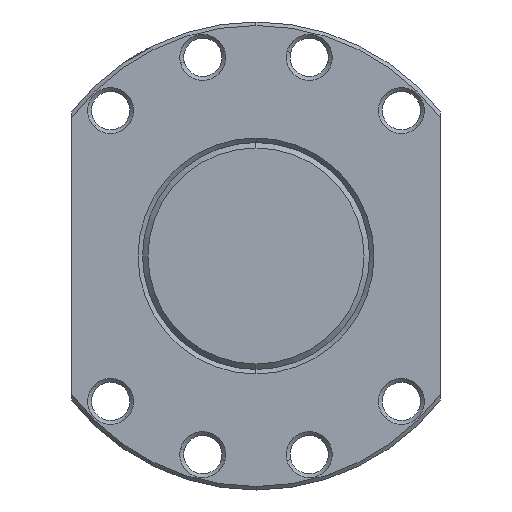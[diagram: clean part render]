
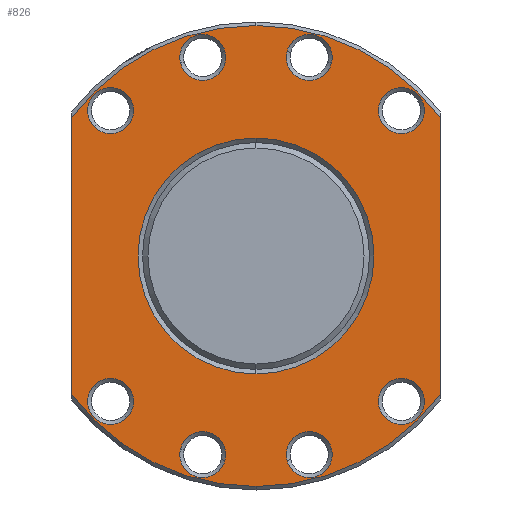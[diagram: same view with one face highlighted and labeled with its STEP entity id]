
A CAD part, left-side view. The second image highlights one B-rep face of the part: STEP entity #826.
In plain terms, the highlighted planar face has unit normal (-1, 0, 0).
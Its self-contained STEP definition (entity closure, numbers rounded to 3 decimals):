
#468=EDGE_CURVE('',#684,#1000,#1316,.T.);
#534=EDGE_CURVE('',#1202,#736,#1389,.T.);
#538=EDGE_CURVE('',#750,#902,#1393,.T.);
#544=VERTEX_POINT('',#1400);
#554=EDGE_CURVE('',#676,#604,#1413,.T.);
#574=VERTEX_POINT('',#1436);
#604=VERTEX_POINT('',#1468);
#608=EDGE_CURVE('',#660,#1208,#1472,.T.);
#622=EDGE_CURVE('',#902,#750,#1488,.T.);
#636=EDGE_CURVE('',#1170,#574,#1503,.T.);
#652=EDGE_CURVE('',#686,#1096,#1522,.T.);
#660=VERTEX_POINT('',#1530);
#666=EDGE_CURVE('',#740,#774,#1536,.T.);
#676=VERTEX_POINT('',#1547);
#684=VERTEX_POINT('',#1555);
#686=VERTEX_POINT('',#1557);
#724=VERTEX_POINT('',#1601);
#726=EDGE_CURVE('',#774,#854,#1603,.T.);
#732=VERTEX_POINT('',#1609);
#736=VERTEX_POINT('',#1614);
#740=VERTEX_POINT('',#1618);
#750=VERTEX_POINT('',#1629);
#768=EDGE_CURVE('',#736,#1202,#1647,.T.);
#774=VERTEX_POINT('',#1654);
#826=ADVANCED_FACE('',(#1712,#1713,#1714,#1715,#1716,#1717,#1718,#1719,#1720,#1721),#1722,.T.);
#854=VERTEX_POINT('',#1754);
#866=EDGE_CURVE('',#1118,#544,#1766,.T.);
#890=EDGE_CURVE('',#1208,#660,#1793,.T.);
#898=EDGE_CURVE('',#1000,#684,#1802,.T.);
#902=VERTEX_POINT('',#1807);
#914=VERTEX_POINT('',#1822);
#920=VERTEX_POINT('',#1828);
#932=EDGE_CURVE('',#676,#854,#1844,.T.);
#948=EDGE_CURVE('',#724,#920,#1862,.T.);
#978=EDGE_CURVE('',#604,#914,#1896,.T.);
#988=EDGE_CURVE('',#1096,#686,#1908,.T.);
#1000=VERTEX_POINT('',#1924);
#1012=EDGE_CURVE('',#920,#724,#1937,.T.);
#1054=EDGE_CURVE('',#1176,#732,#1984,.T.);
#1096=VERTEX_POINT('',#2038);
#1118=VERTEX_POINT('',#2061);
#1144=EDGE_CURVE('',#544,#1118,#2090,.T.);
#1170=VERTEX_POINT('',#2116);
#1176=VERTEX_POINT('',#2122);
#1202=VERTEX_POINT('',#2150);
#1206=EDGE_CURVE('',#574,#1170,#2154,.T.);
#1208=VERTEX_POINT('',#2156);
#1238=EDGE_CURVE('',#732,#1176,#2188,.T.);
#1242=EDGE_CURVE('',#740,#914,#2192,.T.);
#1316=CIRCLE('',#2272,8.1);
#1389=CIRCLE('',#2426,8.1);
#1393=CIRCLE('',#2433,41.6);
#1400=CARTESIAN_POINT('',(25.0,-26.588,-67.933));
#1413=CIRCLE('',#2457,81.26);
#1436=CARTESIAN_POINT('',(25.0,26.588,67.933));
#1468=CARTESIAN_POINT('',(25.0,0.,-81.26));
#1472=CIRCLE('',#2532,8.1);
#1488=CIRCLE('',#2552,41.6);
#1503=CIRCLE('',#2572,8.1);
#1522=CIRCLE('',#2603,8.1);
#1530=CARTESIAN_POINT('',(25.0,45.538,56.993));
#1536=CIRCLE('',#2624,81.26);
#1547=CARTESIAN_POINT('',(25.0,-65.0,-48.767));
#1555=CARTESIAN_POINT('',(25.0,45.538,-56.993));
#1557=CARTESIAN_POINT('',(25.0,-56.993,45.538));
#1601=CARTESIAN_POINT('',(25.0,-26.588,67.933));
#1603=CIRCLE('',#2708,81.26);
#1609=CARTESIAN_POINT('',(25.0,26.588,-67.933));
#1614=CARTESIAN_POINT('',(25.0,-45.538,-56.993));
#1618=CARTESIAN_POINT('',(25.0,65.0,48.767));
#1629=CARTESIAN_POINT('',(25.0,0.,-41.6));
#1647=CIRCLE('',#2769,8.1);
#1654=CARTESIAN_POINT('',(25.0,0.,81.26));
#1712=FACE_BOUND('',#2858,.T.);
#1713=FACE_OUTER_BOUND('',#2859,.T.);
#1714=FACE_BOUND('',#2860,.T.);
#1715=FACE_BOUND('',#2861,.T.);
#1716=FACE_BOUND('',#2862,.T.);
#1717=FACE_BOUND('',#2863,.T.);
#1718=FACE_BOUND('',#2864,.T.);
#1719=FACE_BOUND('',#2865,.T.);
#1720=FACE_BOUND('',#2866,.T.);
#1721=FACE_BOUND('',#2867,.T.);
#1722=PLANE('',#2868);
#1754=CARTESIAN_POINT('',(25.0,-65.0,48.767));
#1766=CIRCLE('',#2936,8.1);
#1793=CIRCLE('',#2971,8.1);
#1802=CIRCLE('',#2982,8.1);
#1807=CARTESIAN_POINT('',(25.0,0.0,41.6));
#1822=CARTESIAN_POINT('',(25.0,65.0,-48.767));
#1828=CARTESIAN_POINT('',(25.0,-10.94,72.126));
#1844=LINE('',#3042,#3043);
#1862=CIRCLE('',#3064,8.1);
#1896=CIRCLE('',#3108,81.26);
#1908=CIRCLE('',#3123,8.1);
#1924=CARTESIAN_POINT('',(25.0,56.993,-45.538));
#1937=CIRCLE('',#3157,8.1);
#1984=CIRCLE('',#3224,8.1);
#2038=CARTESIAN_POINT('',(25.0,-45.538,56.993));
#2061=CARTESIAN_POINT('',(25.0,-10.94,-72.126));
#2090=CIRCLE('',#3401,8.1);
#2116=CARTESIAN_POINT('',(25.0,10.94,72.126));
#2122=CARTESIAN_POINT('',(25.0,10.94,-72.126));
#2150=CARTESIAN_POINT('',(25.0,-56.993,-45.538));
#2154=CIRCLE('',#3493,8.1);
#2156=CARTESIAN_POINT('',(25.0,56.993,45.538));
#2188=CIRCLE('',#3545,8.1);
#2192=LINE('',#3550,#3551);
#2272=AXIS2_PLACEMENT_3D('',#3633,#3634,#3635);
#2426=AXIS2_PLACEMENT_3D('',#3717,#3718,#3719);
#2433=AXIS2_PLACEMENT_3D('',#3721,#3722,#3723);
#2457=AXIS2_PLACEMENT_3D('',#3759,#3760,#3761);
#2532=AXIS2_PLACEMENT_3D('',#3832,#3833,#3834);
#2552=AXIS2_PLACEMENT_3D('',#3860,#3861,#3862);
#2572=AXIS2_PLACEMENT_3D('',#3878,#3879,#3880);
#2603=AXIS2_PLACEMENT_3D('',#3908,#3909,#3910);
#2624=AXIS2_PLACEMENT_3D('',#3919,#3920,#3921);
#2708=AXIS2_PLACEMENT_3D('',#4000,#4001,#4002);
#2769=AXIS2_PLACEMENT_3D('',#4041,#4042,#4043);
#2858=EDGE_LOOP('',(#4123,#4124));
#2859=EDGE_LOOP('',(#4125,#4126,#4127,#4128,#4129,#4130));
#2860=EDGE_LOOP('',(#4131,#4132));
#2861=EDGE_LOOP('',(#4133,#4134));
#2862=EDGE_LOOP('',(#4135,#4136));
#2863=EDGE_LOOP('',(#4137,#4138));
#2864=EDGE_LOOP('',(#4139,#4140));
#2865=EDGE_LOOP('',(#4141,#4142));
#2866=EDGE_LOOP('',(#4143,#4144));
#2867=EDGE_LOOP('',(#4145,#4146));
#2868=AXIS2_PLACEMENT_3D('',#4147,#4148,#4149);
#2936=AXIS2_PLACEMENT_3D('',#4204,#4205,#4206);
#2971=AXIS2_PLACEMENT_3D('',#4242,#4243,#4244);
#2982=AXIS2_PLACEMENT_3D('',#4256,#4257,#4258);
#3042=CARTESIAN_POINT('',(25.0,-65.0,20.315));
#3043=VECTOR('',#4328,1.0);
#3064=AXIS2_PLACEMENT_3D('',#4346,#4347,#4348);
#3108=AXIS2_PLACEMENT_3D('',#4388,#4389,#4390);
#3123=AXIS2_PLACEMENT_3D('',#4408,#4409,#4410);
#3157=AXIS2_PLACEMENT_3D('',#4458,#4459,#4460);
#3224=AXIS2_PLACEMENT_3D('',#4508,#4509,#4510);
#3401=AXIS2_PLACEMENT_3D('',#4641,#4642,#4643);
#3493=AXIS2_PLACEMENT_3D('',#4696,#4697,#4698);
#3545=AXIS2_PLACEMENT_3D('',#4726,#4727,#4728);
#3550=CARTESIAN_POINT('',(25.0,65.0,20.315));
#3551=VECTOR('',#4729,1.0);
#3633=CARTESIAN_POINT('',(25.0,51.265,-51.265));
#3634=DIRECTION('',(1.0,0.0,0.));
#3635=DIRECTION('',(0.,-0.707,-0.707));
#3717=CARTESIAN_POINT('',(25.0,-51.265,-51.265));
#3718=DIRECTION('',(1.0,0.0,0.));
#3719=DIRECTION('',(0.,-0.707,0.707));
#3721=CARTESIAN_POINT('',(25.0,0.0,0.0));
#3722=DIRECTION('',(1.0,0.0,0.));
#3723=DIRECTION('',(0.,0.0,1.0));
#3759=CARTESIAN_POINT('',(25.0,0.0,0.0));
#3760=DIRECTION('',(1.0,0.0,-0.0));
#3761=DIRECTION('',(0.0,0.0,1.0));
#3832=CARTESIAN_POINT('',(25.0,51.265,51.265));
#3833=DIRECTION('',(1.0,0.0,0.));
#3834=DIRECTION('',(0.,0.707,-0.707));
#3860=CARTESIAN_POINT('',(25.0,0.0,0.0));
#3861=DIRECTION('',(1.0,0.0,0.));
#3862=DIRECTION('',(0.,0.0,1.0));
#3878=CARTESIAN_POINT('',(25.0,18.764,70.03));
#3879=DIRECTION('',(1.0,0.,0.));
#3880=DIRECTION('',(0.,0.966,-0.259));
#3908=CARTESIAN_POINT('',(25.0,-51.265,51.265));
#3909=DIRECTION('',(1.0,0.0,0.));
#3910=DIRECTION('',(0.,0.707,0.707));
#3919=CARTESIAN_POINT('',(25.0,0.0,0.0));
#3920=DIRECTION('',(1.0,0.0,-0.0));
#3921=DIRECTION('',(0.0,0.0,1.0));
#4000=CARTESIAN_POINT('',(25.0,0.0,0.0));
#4001=DIRECTION('',(1.0,0.0,-0.0));
#4002=DIRECTION('',(0.0,0.0,1.0));
#4041=CARTESIAN_POINT('',(25.0,-51.265,-51.265));
#4042=DIRECTION('',(1.0,0.0,0.));
#4043=DIRECTION('',(0.,-0.707,0.707));
#4123=ORIENTED_EDGE('',*,*,#622,.T.);
#4124=ORIENTED_EDGE('',*,*,#538,.T.);
#4125=ORIENTED_EDGE('',*,*,#1242,.T.);
#4126=ORIENTED_EDGE('',*,*,#978,.F.);
#4127=ORIENTED_EDGE('',*,*,#554,.F.);
#4128=ORIENTED_EDGE('',*,*,#932,.T.);
#4129=ORIENTED_EDGE('',*,*,#726,.F.);
#4130=ORIENTED_EDGE('',*,*,#666,.F.);
#4131=ORIENTED_EDGE('',*,*,#534,.T.);
#4132=ORIENTED_EDGE('',*,*,#768,.T.);
#4133=ORIENTED_EDGE('',*,*,#1144,.T.);
#4134=ORIENTED_EDGE('',*,*,#866,.T.);
#4135=ORIENTED_EDGE('',*,*,#1054,.T.);
#4136=ORIENTED_EDGE('',*,*,#1238,.T.);
#4137=ORIENTED_EDGE('',*,*,#468,.T.);
#4138=ORIENTED_EDGE('',*,*,#898,.T.);
#4139=ORIENTED_EDGE('',*,*,#890,.T.);
#4140=ORIENTED_EDGE('',*,*,#608,.T.);
#4141=ORIENTED_EDGE('',*,*,#1206,.T.);
#4142=ORIENTED_EDGE('',*,*,#636,.T.);
#4143=ORIENTED_EDGE('',*,*,#1012,.T.);
#4144=ORIENTED_EDGE('',*,*,#948,.T.);
#4145=ORIENTED_EDGE('',*,*,#988,.T.);
#4146=ORIENTED_EDGE('',*,*,#652,.T.);
#4147=CARTESIAN_POINT('',(25.0,0.0,40.63));
#4148=DIRECTION('',(-1.0,-0.0,0.));
#4149=DIRECTION('',(0.,0.0,-1.0));
#4204=CARTESIAN_POINT('',(25.0,-18.764,-70.03));
#4205=DIRECTION('',(1.0,0.,0.));
#4206=DIRECTION('',(0.,-0.966,0.259));
#4242=CARTESIAN_POINT('',(25.0,51.265,51.265));
#4243=DIRECTION('',(1.0,0.0,0.));
#4244=DIRECTION('',(0.,0.707,-0.707));
#4256=CARTESIAN_POINT('',(25.0,51.265,-51.265));
#4257=DIRECTION('',(1.0,0.0,0.));
#4258=DIRECTION('',(0.,-0.707,-0.707));
#4328=DIRECTION('',(0.,0.0,1.0));
#4346=CARTESIAN_POINT('',(25.0,-18.764,70.03));
#4347=DIRECTION('',(1.0,0.,0.));
#4348=DIRECTION('',(0.,0.966,0.259));
#4388=CARTESIAN_POINT('',(25.0,0.0,0.0));
#4389=DIRECTION('',(1.0,0.0,-0.0));
#4390=DIRECTION('',(0.0,0.0,1.0));
#4408=CARTESIAN_POINT('',(25.0,-51.265,51.265));
#4409=DIRECTION('',(1.0,0.0,0.));
#4410=DIRECTION('',(0.,0.707,0.707));
#4458=CARTESIAN_POINT('',(25.0,-18.764,70.03));
#4459=DIRECTION('',(1.0,0.,0.));
#4460=DIRECTION('',(0.,0.966,0.259));
#4508=CARTESIAN_POINT('',(25.0,18.764,-70.03));
#4509=DIRECTION('',(1.0,0.,0.));
#4510=DIRECTION('',(0.,-0.966,-0.259));
#4641=CARTESIAN_POINT('',(25.0,-18.764,-70.03));
#4642=DIRECTION('',(1.0,0.,0.));
#4643=DIRECTION('',(0.,-0.966,0.259));
#4696=CARTESIAN_POINT('',(25.0,18.764,70.03));
#4697=DIRECTION('',(1.0,0.,0.));
#4698=DIRECTION('',(0.,0.966,-0.259));
#4726=CARTESIAN_POINT('',(25.0,18.764,-70.03));
#4727=DIRECTION('',(1.0,0.,0.));
#4728=DIRECTION('',(0.,-0.966,-0.259));
#4729=DIRECTION('',(0.,0.0,-1.0));
